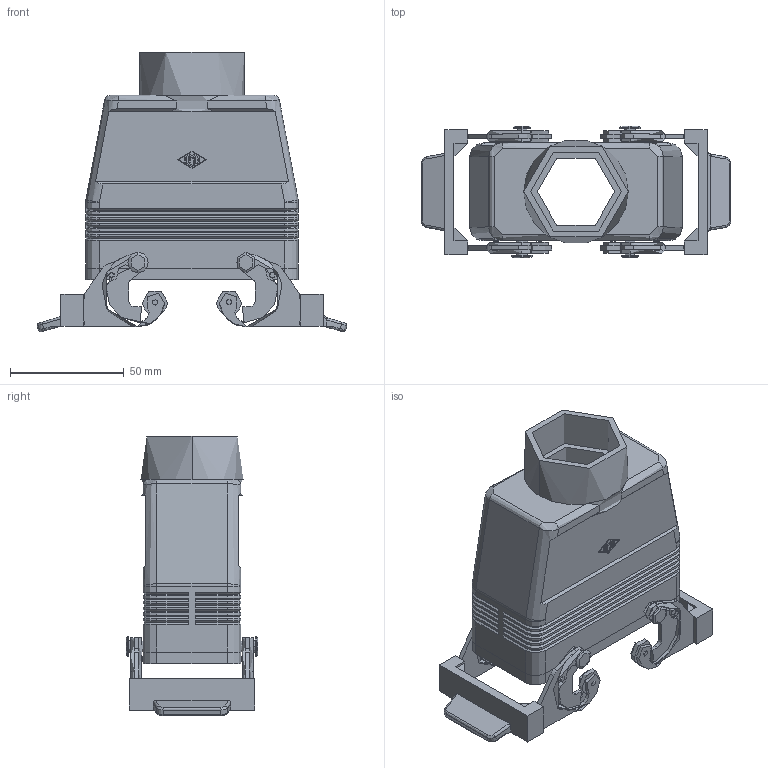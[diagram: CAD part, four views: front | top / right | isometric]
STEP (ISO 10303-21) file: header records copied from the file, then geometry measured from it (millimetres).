
FILE_DESCRIPTION(('Creo Elements/Direct Modeling STEP Export'),'2;1');
FILE_NAME('MAV_16_G40.stp','2014-08-07T13:59:41',(''),(''),'Creo Elements/Direct Modeling STEP processor for AP214 (Solid Model)','Creo Elements/Direct Modeling 18.0B 02-Dec-2011 (C) Parametric Technology GmbH','');
FILE_SCHEMA(('AUTOMOTIVE_DESIGN { 1 0 10303 214 1 1 1 1 }'));
Length unit declared in the file: millimetre
Products named in the file (1): MAV_16_G40
Bounding box: 136.24 x 58 x 123.05 mm (x, y, z)
Volume: 116662.5 mm3
Topology: 1 solids, 9 shells, 832 faces, 2067 edges, 1276 vertices
Faces by surface type: plane 433, cylinder 279, cone 64, torus 32, bspline 20, sphere 4
Full cylindrical faces by diameter (mm): 2 x2
Entity records: 26393 total; most frequent: CARTESIAN_POINT 6643, DIRECTION 4168, ORIENTED_EDGE 4126, EDGE_CURVE 2063, AXIS2_PLACEMENT_3D 1459, VERTEX_POINT 1292, VECTOR 1250, LINE 1250
